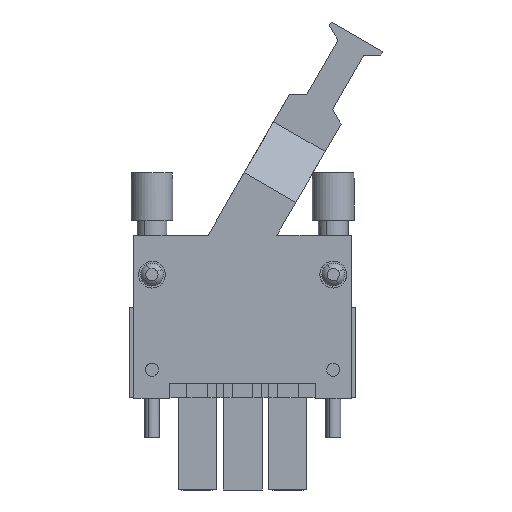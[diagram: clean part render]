
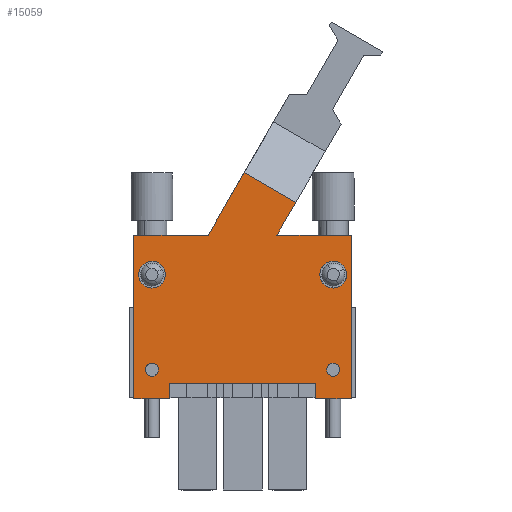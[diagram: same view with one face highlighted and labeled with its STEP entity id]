
A CAD part, front view. The second image highlights one B-rep face of the part: STEP entity #15059.
In plain terms, the highlighted planar face has unit normal (0, -1, 0).
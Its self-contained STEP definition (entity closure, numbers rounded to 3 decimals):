
#14887=AXIS2_PLACEMENT_3D('Plane Axis2P3D',#14884,#14885,#14886) ;
#14989=AXIS2_PLACEMENT_3D('Circle Axis2P3D',#14987,#14988,$) ;
#14998=AXIS2_PLACEMENT_3D('Circle Axis2P3D',#14996,#14997,$) ;
#15007=AXIS2_PLACEMENT_3D('Circle Axis2P3D',#15005,#15006,$) ;
#15016=AXIS2_PLACEMENT_3D('Circle Axis2P3D',#15014,#15015,$) ;
#15025=AXIS2_PLACEMENT_3D('Circle Axis2P3D',#15023,#15024,$) ;
#15034=AXIS2_PLACEMENT_3D('Circle Axis2P3D',#15032,#15033,$) ;
#15043=AXIS2_PLACEMENT_3D('Circle Axis2P3D',#15041,#15042,$) ;
#15052=AXIS2_PLACEMENT_3D('Circle Axis2P3D',#15050,#15051,$) ;
#14884=CARTESIAN_POINT('Axis2P3D Location',(0.,1.6,0.)) ;
#14889=CARTESIAN_POINT('Line Origine',(34.329,1.6,15.35)) ;
#14893=CARTESIAN_POINT('Vertex',(31.339,1.6,15.35)) ;
#14895=CARTESIAN_POINT('Vertex',(37.319,1.6,15.35)) ;
#14898=CARTESIAN_POINT('Line Origine',(37.319,1.6,29.1)) ;
#14902=CARTESIAN_POINT('Vertex',(37.319,1.6,42.85)) ;
#14905=CARTESIAN_POINT('Line Origine',(31.071,1.6,42.85)) ;
#14909=CARTESIAN_POINT('Vertex',(24.823,1.6,42.85)) ;
#14912=CARTESIAN_POINT('Line Origine',(26.41,1.6,45.599)) ;
#14916=CARTESIAN_POINT('Vertex',(27.997,1.6,48.347)) ;
#14919=CARTESIAN_POINT('Line Origine',(23.667,1.6,50.847)) ;
#14923=CARTESIAN_POINT('Vertex',(19.337,1.6,53.347)) ;
#14926=CARTESIAN_POINT('Line Origine',(16.306,1.6,48.099)) ;
#14930=CARTESIAN_POINT('Vertex',(13.276,1.6,42.85)) ;
#14933=CARTESIAN_POINT('Line Origine',(7.028,1.6,42.85)) ;
#14937=CARTESIAN_POINT('Vertex',(0.78,1.6,42.85)) ;
#14940=CARTESIAN_POINT('Line Origine',(0.78,1.6,29.1)) ;
#14944=CARTESIAN_POINT('Vertex',(0.78,1.6,15.35)) ;
#14947=CARTESIAN_POINT('Line Origine',(3.77,1.6,15.35)) ;
#14951=CARTESIAN_POINT('Vertex',(6.76,1.6,15.35)) ;
#14954=CARTESIAN_POINT('Line Origine',(6.76,1.6,16.6)) ;
#14958=CARTESIAN_POINT('Vertex',(6.76,1.6,17.85)) ;
#14961=CARTESIAN_POINT('Line Origine',(19.05,1.6,17.85)) ;
#14965=CARTESIAN_POINT('Vertex',(31.339,1.6,17.85)) ;
#14968=CARTESIAN_POINT('Line Origine',(31.339,1.6,16.6)) ;
#14987=CARTESIAN_POINT('Axis2P3D Location',(3.81,1.6,20.2)) ;
#14991=CARTESIAN_POINT('Vertex',(4.775,1.6,20.727)) ;
#14993=CARTESIAN_POINT('Vertex',(2.845,1.6,19.673)) ;
#14996=CARTESIAN_POINT('Axis2P3D Location',(3.81,1.6,20.2)) ;
#15005=CARTESIAN_POINT('Axis2P3D Location',(3.81,1.6,36.6)) ;
#15009=CARTESIAN_POINT('Vertex',(2.406,1.6,35.833)) ;
#15011=CARTESIAN_POINT('Vertex',(5.214,1.6,37.367)) ;
#15014=CARTESIAN_POINT('Axis2P3D Location',(3.81,1.6,36.6)) ;
#15023=CARTESIAN_POINT('Axis2P3D Location',(34.29,1.6,36.6)) ;
#15027=CARTESIAN_POINT('Vertex',(32.886,1.6,37.367)) ;
#15029=CARTESIAN_POINT('Vertex',(35.694,1.6,35.833)) ;
#15032=CARTESIAN_POINT('Axis2P3D Location',(34.29,1.6,36.6)) ;
#15041=CARTESIAN_POINT('Axis2P3D Location',(34.29,1.6,20.2)) ;
#15045=CARTESIAN_POINT('Vertex',(35.255,1.6,19.673)) ;
#15047=CARTESIAN_POINT('Vertex',(33.325,1.6,20.727)) ;
#15050=CARTESIAN_POINT('Axis2P3D Location',(34.29,1.6,20.2)) ;
#14885=DIRECTION('Axis2P3D Direction',(0.,-1.,0.)) ;
#14886=DIRECTION('Axis2P3D XDirection',(1.,0.,0.)) ;
#14890=DIRECTION('Vector Direction',(1.,0.,0.)) ;
#14899=DIRECTION('Vector Direction',(0.,0.,-1.)) ;
#14906=DIRECTION('Vector Direction',(-1.,0.,0.)) ;
#14913=DIRECTION('Vector Direction',(0.5,0.,0.866)) ;
#14920=DIRECTION('Vector Direction',(0.866,0.,-0.5)) ;
#14927=DIRECTION('Vector Direction',(-0.5,0.,-0.866)) ;
#14934=DIRECTION('Vector Direction',(1.,0.,0.)) ;
#14941=DIRECTION('Vector Direction',(0.,0.,-1.)) ;
#14948=DIRECTION('Vector Direction',(-1.,0.,0.)) ;
#14955=DIRECTION('Vector Direction',(0.,0.,1.)) ;
#14962=DIRECTION('Vector Direction',(-1.,0.,0.)) ;
#14969=DIRECTION('Vector Direction',(0.,0.,-1.)) ;
#14988=DIRECTION('Axis2P3D Direction',(0.,-1.,0.)) ;
#14997=DIRECTION('Axis2P3D Direction',(0.,-1.,0.)) ;
#15006=DIRECTION('Axis2P3D Direction',(0.,-1.,0.)) ;
#15015=DIRECTION('Axis2P3D Direction',(0.,-1.,0.)) ;
#15024=DIRECTION('Axis2P3D Direction',(0.,-1.,0.)) ;
#15033=DIRECTION('Axis2P3D Direction',(0.,-1.,0.)) ;
#15042=DIRECTION('Axis2P3D Direction',(0.,-1.,0.)) ;
#15051=DIRECTION('Axis2P3D Direction',(0.,-1.,0.)) ;
#14891=VECTOR('Line Direction',#14890,1.) ;
#14900=VECTOR('Line Direction',#14899,1.) ;
#14907=VECTOR('Line Direction',#14906,1.) ;
#14914=VECTOR('Line Direction',#14913,1.) ;
#14921=VECTOR('Line Direction',#14920,1.) ;
#14928=VECTOR('Line Direction',#14927,1.) ;
#14935=VECTOR('Line Direction',#14934,1.) ;
#14942=VECTOR('Line Direction',#14941,1.) ;
#14949=VECTOR('Line Direction',#14948,1.) ;
#14956=VECTOR('Line Direction',#14955,1.) ;
#14963=VECTOR('Line Direction',#14962,1.) ;
#14970=VECTOR('Line Direction',#14969,1.) ;
#14974=ORIENTED_EDGE('',*,*,#14897,.T.) ;
#14975=ORIENTED_EDGE('',*,*,#14904,.T.) ;
#14976=ORIENTED_EDGE('',*,*,#14911,.T.) ;
#14977=ORIENTED_EDGE('',*,*,#14918,.T.) ;
#14978=ORIENTED_EDGE('',*,*,#14925,.F.) ;
#14979=ORIENTED_EDGE('',*,*,#14932,.T.) ;
#14980=ORIENTED_EDGE('',*,*,#14939,.T.) ;
#14981=ORIENTED_EDGE('',*,*,#14946,.T.) ;
#14982=ORIENTED_EDGE('',*,*,#14953,.T.) ;
#14983=ORIENTED_EDGE('',*,*,#14960,.T.) ;
#14984=ORIENTED_EDGE('',*,*,#14967,.T.) ;
#14985=ORIENTED_EDGE('',*,*,#14972,.T.) ;
#15002=ORIENTED_EDGE('',*,*,#14995,.F.) ;
#15003=ORIENTED_EDGE('',*,*,#15000,.F.) ;
#15020=ORIENTED_EDGE('',*,*,#15013,.F.) ;
#15021=ORIENTED_EDGE('',*,*,#15018,.F.) ;
#15038=ORIENTED_EDGE('',*,*,#15031,.F.) ;
#15039=ORIENTED_EDGE('',*,*,#15036,.F.) ;
#15056=ORIENTED_EDGE('',*,*,#15049,.F.) ;
#15057=ORIENTED_EDGE('',*,*,#15054,.F.) ;
#15004=FACE_BOUND('',#15001,.T.) ;
#15022=FACE_BOUND('',#15019,.T.) ;
#15040=FACE_BOUND('',#15037,.T.) ;
#15058=FACE_BOUND('',#15055,.T.) ;
#15059=ADVANCED_FACE('42957_SIBL BVZ(F)7.62HP-04_150 GB',(#14986,#15004,#15022,#15040,#15058),#14888,.T.) ;
#14990=CIRCLE('generated circle',#14989,1.1) ;
#14999=CIRCLE('generated circle',#14998,1.1) ;
#15008=CIRCLE('generated circle',#15007,1.6) ;
#15017=CIRCLE('generated circle',#15016,1.6) ;
#15026=CIRCLE('generated circle',#15025,1.6) ;
#15035=CIRCLE('generated circle',#15034,1.6) ;
#15044=CIRCLE('generated circle',#15043,1.1) ;
#15053=CIRCLE('generated circle',#15052,1.1) ;
#14897=EDGE_CURVE('',#14894,#14896,#14892,.T.) ;
#14904=EDGE_CURVE('',#14896,#14903,#14901,.F.) ;
#14911=EDGE_CURVE('',#14903,#14910,#14908,.T.) ;
#14918=EDGE_CURVE('',#14910,#14917,#14915,.T.) ;
#14925=EDGE_CURVE('',#14924,#14917,#14922,.T.) ;
#14932=EDGE_CURVE('',#14924,#14931,#14929,.T.) ;
#14939=EDGE_CURVE('',#14931,#14938,#14936,.F.) ;
#14946=EDGE_CURVE('',#14938,#14945,#14943,.T.) ;
#14953=EDGE_CURVE('',#14945,#14952,#14950,.F.) ;
#14960=EDGE_CURVE('',#14952,#14959,#14957,.T.) ;
#14967=EDGE_CURVE('',#14959,#14966,#14964,.F.) ;
#14972=EDGE_CURVE('',#14966,#14894,#14971,.T.) ;
#14995=EDGE_CURVE('',#14992,#14994,#14990,.T.) ;
#15000=EDGE_CURVE('',#14994,#14992,#14999,.T.) ;
#15013=EDGE_CURVE('',#15010,#15012,#15008,.T.) ;
#15018=EDGE_CURVE('',#15012,#15010,#15017,.T.) ;
#15031=EDGE_CURVE('',#15028,#15030,#15026,.T.) ;
#15036=EDGE_CURVE('',#15030,#15028,#15035,.T.) ;
#15049=EDGE_CURVE('',#15046,#15048,#15044,.T.) ;
#15054=EDGE_CURVE('',#15048,#15046,#15053,.T.) ;
#14973=EDGE_LOOP('',(#14974,#14975,#14976,#14977,#14978,#14979,#14980,#14981,#14982,#14983,#14984,#14985)) ;
#15001=EDGE_LOOP('',(#15002,#15003)) ;
#15019=EDGE_LOOP('',(#15020,#15021)) ;
#15037=EDGE_LOOP('',(#15038,#15039)) ;
#15055=EDGE_LOOP('',(#15056,#15057)) ;
#14986=FACE_OUTER_BOUND('',#14973,.T.) ;
#14892=LINE('Line',#14889,#14891) ;
#14901=LINE('Line',#14898,#14900) ;
#14908=LINE('Line',#14905,#14907) ;
#14915=LINE('Line',#14912,#14914) ;
#14922=LINE('Line',#14919,#14921) ;
#14929=LINE('Line',#14926,#14928) ;
#14936=LINE('Line',#14933,#14935) ;
#14943=LINE('Line',#14940,#14942) ;
#14950=LINE('Line',#14947,#14949) ;
#14957=LINE('Line',#14954,#14956) ;
#14964=LINE('Line',#14961,#14963) ;
#14971=LINE('Line',#14968,#14970) ;
#14888=PLANE('',#14887) ;
#14894=VERTEX_POINT('',#14893) ;
#14896=VERTEX_POINT('',#14895) ;
#14903=VERTEX_POINT('',#14902) ;
#14910=VERTEX_POINT('',#14909) ;
#14917=VERTEX_POINT('',#14916) ;
#14924=VERTEX_POINT('',#14923) ;
#14931=VERTEX_POINT('',#14930) ;
#14938=VERTEX_POINT('',#14937) ;
#14945=VERTEX_POINT('',#14944) ;
#14952=VERTEX_POINT('',#14951) ;
#14959=VERTEX_POINT('',#14958) ;
#14966=VERTEX_POINT('',#14965) ;
#14992=VERTEX_POINT('',#14991) ;
#14994=VERTEX_POINT('',#14993) ;
#15010=VERTEX_POINT('',#15009) ;
#15012=VERTEX_POINT('',#15011) ;
#15028=VERTEX_POINT('',#15027) ;
#15030=VERTEX_POINT('',#15029) ;
#15046=VERTEX_POINT('',#15045) ;
#15048=VERTEX_POINT('',#15047) ;
